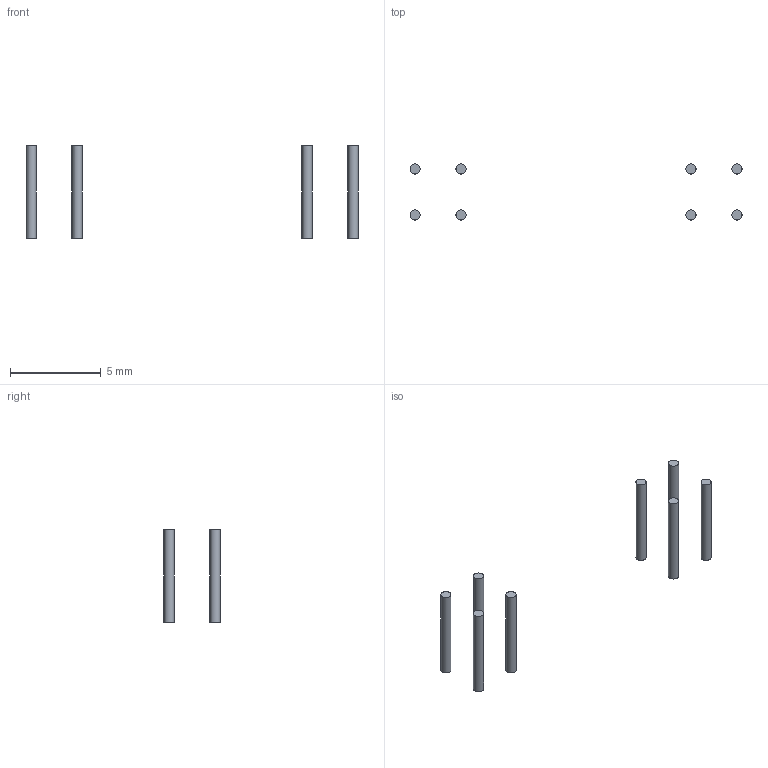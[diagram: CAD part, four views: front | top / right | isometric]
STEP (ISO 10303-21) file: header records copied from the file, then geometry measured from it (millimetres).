
FILE_DESCRIPTION(('FreeCAD Model'),'2;1');
FILE_NAME('716040.1.2.stp','2023-04-05T06:24:19',( 'Author'),(''),'Open CASCADE STEP processor 6.9','FreeCAD','Unknown' );
FILE_SCHEMA(('AUTOMOTIVE_DESIGN { 1 0 10303 214 1 1 1 1 }'));
Length unit declared in the file: millimetre
Products named in the file (2): ASSEMBLY; Leads
Assembly tree (1 placements, depth 2):
  ASSEMBLY
    Leads
Bounding box: 18.34 x 3.1 x 5.1 mm (x, y, z)
Volume: 10 mm3; surface area: 75.7 mm2
Topology: 8 solids, 8 shells, 24 faces, 24 edges, 16 vertices
Faces by surface type: plane 16, cylinder 8
Full cylindrical faces by diameter (mm): 0.56 x8
Entity records: 844 total; most frequent: DIRECTION 140, CARTESIAN_POINT 114, ORIENTED_EDGE 48, PCURVE 48, DEFINITIONAL_REPRESENTATION 48, AXIS2_PLACEMENT_3D 42, LINE 40, VECTOR 40
